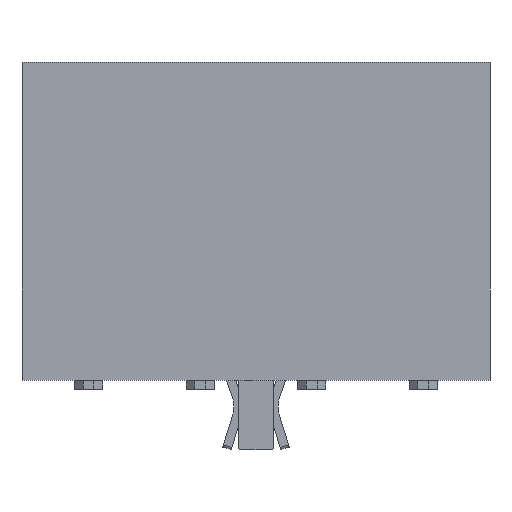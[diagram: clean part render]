
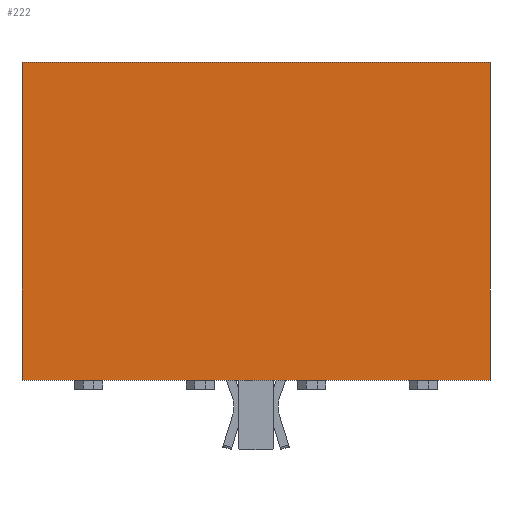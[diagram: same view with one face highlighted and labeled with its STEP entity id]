
A CAD part, front view. The second image highlights one B-rep face of the part: STEP entity #222.
In plain terms, the highlighted planar face has unit normal (0, -1, 0).
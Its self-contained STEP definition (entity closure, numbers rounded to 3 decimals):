
#222 = ADVANCED_FACE( '', ( #611 ), #612, .F. );
#611 = FACE_OUTER_BOUND( '', #1183, .T. );
#612 = PLANE( '', #1184 );
#1183 = EDGE_LOOP( '', ( #1847, #1848, #1849, #1850 ) );
#1184 = AXIS2_PLACEMENT_3D( '', #1851, #1852, #1853 );
#1847 = ORIENTED_EDGE( '', *, *, #3464, .F. );
#1848 = ORIENTED_EDGE( '', *, *, #3465, .F. );
#1849 = ORIENTED_EDGE( '', *, *, #3466, .F. );
#1850 = ORIENTED_EDGE( '', *, *, #3467, .F. );
#1851 = CARTESIAN_POINT( '', ( 0., -2.54, 0. ) );
#1852 = DIRECTION( '', ( 0., 1., 0. ) );
#1853 = DIRECTION( '', ( 0., 0., 1. ) );
#3464 = EDGE_CURVE( '', #4168, #4169, #4170, .T. );
#3465 = EDGE_CURVE( '', #4171, #4168, #4172, .T. );
#3466 = EDGE_CURVE( '', #4173, #4171, #4174, .T. );
#3467 = EDGE_CURVE( '', #4169, #4173, #4175, .T. );
#4168 = VERTEX_POINT( '', #5171 );
#4169 = VERTEX_POINT( '', #5172 );
#4170 = LINE( '', #5173, #5174 );
#4171 = VERTEX_POINT( '', #5175 );
#4172 = LINE( '', #5176, #5177 );
#4173 = VERTEX_POINT( '', #5178 );
#4174 = LINE( '', #5179, #5180 );
#4175 = LINE( '', #5181, #5182 );
#5171 = CARTESIAN_POINT( '', ( -5.33, -2.54, -3.62 ) );
#5172 = CARTESIAN_POINT( '', ( -5.33, -2.54, 3.62 ) );
#5173 = CARTESIAN_POINT( '', ( -5.33, -2.54, -3.62 ) );
#5174 = VECTOR( '', #6453, 1000. );
#5175 = CARTESIAN_POINT( '', ( 5.33, -2.54, -3.62 ) );
#5176 = CARTESIAN_POINT( '', ( 5.33, -2.54, -3.62 ) );
#5177 = VECTOR( '', #6454, 1000. );
#5178 = CARTESIAN_POINT( '', ( 5.33, -2.54, 3.62 ) );
#5179 = CARTESIAN_POINT( '', ( 5.33, -2.54, 3.62 ) );
#5180 = VECTOR( '', #6455, 1000. );
#5181 = CARTESIAN_POINT( '', ( -5.33, -2.54, 3.62 ) );
#5182 = VECTOR( '', #6456, 1000. );
#6453 = DIRECTION( '', ( 0., 0., 1. ) );
#6454 = DIRECTION( '', ( -1., 0., 0. ) );
#6455 = DIRECTION( '', ( 0., 0., -1. ) );
#6456 = DIRECTION( '', ( 1., 0., 0. ) );
